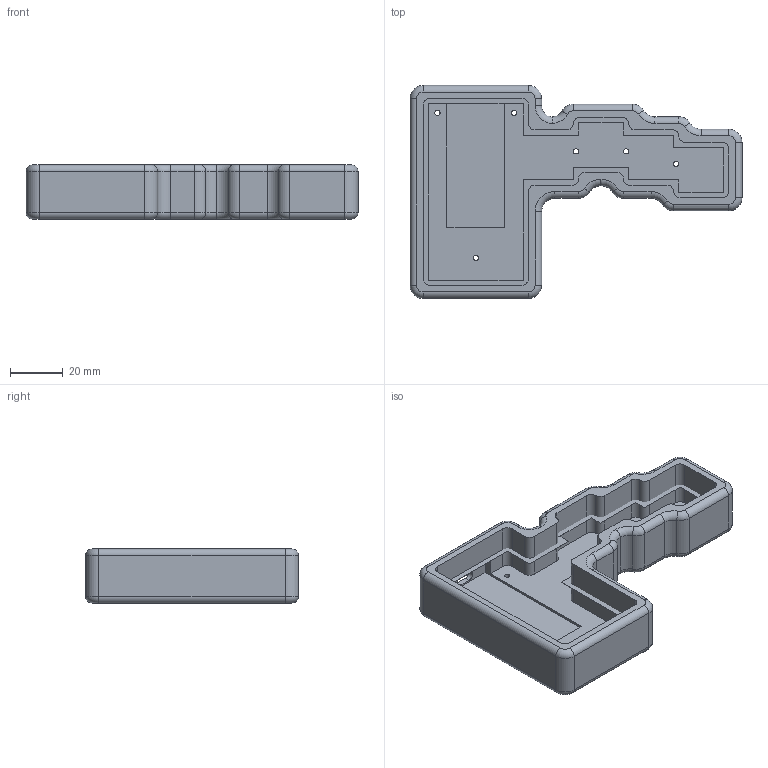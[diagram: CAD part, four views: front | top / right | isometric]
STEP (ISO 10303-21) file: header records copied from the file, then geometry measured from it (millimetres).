
FILE_DESCRIPTION(('HOOPS Exchange Step'),'2;1');
FILE_NAME('temp_export','2023-05-31T12:24:00-04:00',('mobile'),('Shapr3D Limited'),'HOOPS Exchange 2022.2','Shapr3D','Authorized');
FILE_SCHEMA( ('AUTOMOTIVE_DESIGN { 1 0 10303 214 1 1 1 1 }') );
Length unit declared in the file: millimetre
Products named in the file (1): Case (Official Pico)
Bounding box: 126.25 x 81 x 20.6 mm (x, y, z)
Volume: 56028.5 mm3; surface area: 32117.7 mm2
Topology: 2 solids, 2 shells, 220 faces, 580 edges, 370 vertices
Faces by surface type: plane 94, cylinder 86, torus 40
Full cylindrical faces by diameter (mm): 2 x6, 4 x6
Entity records: 6967 total; most frequent: CARTESIAN_POINT 1267, DIRECTION 1258, ORIENTED_EDGE 1160, EDGE_CURVE 580, AXIS2_PLACEMENT_3D 461, VERTEX_POINT 370, VECTOR 336, LINE 336
